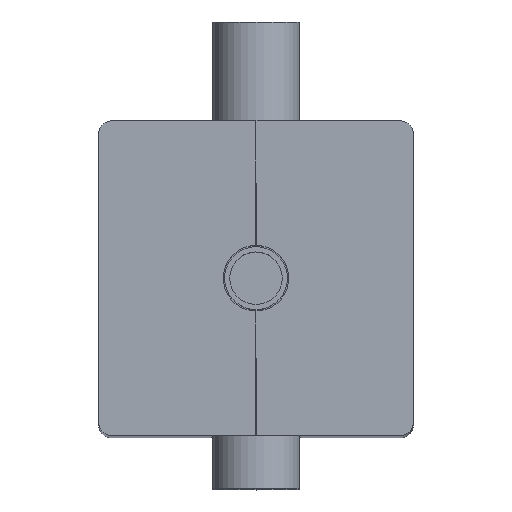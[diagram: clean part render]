
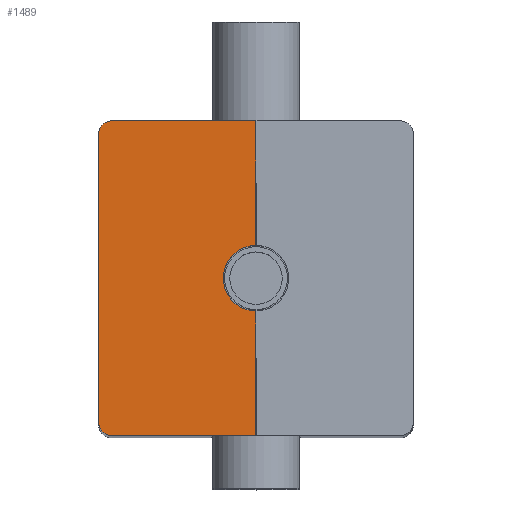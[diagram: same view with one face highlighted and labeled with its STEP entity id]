
A CAD part, top view. The second image highlights one B-rep face of the part: STEP entity #1489.
In plain terms, the highlighted planar face has unit normal (0, 0, 1).
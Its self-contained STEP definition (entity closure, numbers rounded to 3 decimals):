
#84=LINE('',#2320,#208);
#115=LINE('',#2394,#239);
#119=LINE('',#2412,#243);
#120=LINE('',#2416,#244);
#121=LINE('',#2417,#245);
#208=VECTOR('',#1884,55.);
#239=VECTOR('',#1949,47.5);
#243=VECTOR('',#1971,110.);
#244=VECTOR('',#1974,55.);
#245=VECTOR('',#1975,47.5);
#338=PLANE('',#1634);
#445=FACE_OUTER_BOUND('',#563,.T.);
#563=EDGE_LOOP('',(#1197,#1198,#1199,#1200,#1201,#1202,#1203,#1204));
#648=CIRCLE('',#1633,12.5);
#649=CIRCLE('',#1635,5.);
#650=CIRCLE('',#1636,5.);
#725=VERTEX_POINT('',#2317);
#726=VERTEX_POINT('',#2319);
#752=VERTEX_POINT('',#2393);
#755=VERTEX_POINT('',#2404);
#756=VERTEX_POINT('',#2409);
#757=VERTEX_POINT('',#2411);
#758=VERTEX_POINT('',#2413);
#759=VERTEX_POINT('',#2415);
#874=EDGE_CURVE('',#726,#725,#84,.T.);
#911=EDGE_CURVE('',#752,#726,#115,.T.);
#918=EDGE_CURVE('',#755,#752,#648,.T.);
#919=EDGE_CURVE('',#725,#756,#649,.T.);
#920=EDGE_CURVE('',#756,#757,#119,.T.);
#921=EDGE_CURVE('',#757,#758,#650,.T.);
#922=EDGE_CURVE('',#758,#759,#120,.T.);
#923=EDGE_CURVE('',#759,#755,#121,.T.);
#1197=ORIENTED_EDGE('',*,*,#918,.T.);
#1198=ORIENTED_EDGE('',*,*,#911,.T.);
#1199=ORIENTED_EDGE('',*,*,#874,.T.);
#1200=ORIENTED_EDGE('',*,*,#919,.T.);
#1201=ORIENTED_EDGE('',*,*,#920,.T.);
#1202=ORIENTED_EDGE('',*,*,#921,.T.);
#1203=ORIENTED_EDGE('',*,*,#922,.T.);
#1204=ORIENTED_EDGE('',*,*,#923,.T.);
#1489=ADVANCED_FACE('',(#445),#338,.T.);
#1633=AXIS2_PLACEMENT_3D('',#2407,#1965,#1966);
#1634=AXIS2_PLACEMENT_3D('',#2408,#1967,#1968);
#1635=AXIS2_PLACEMENT_3D('',#2410,#1969,#1970);
#1636=AXIS2_PLACEMENT_3D('',#2414,#1972,#1973);
#1884=DIRECTION('',(0.,-1.,0.));
#1949=DIRECTION('',(-1.,0.,0.));
#1965=DIRECTION('center_axis',(0.,0.,-1.));
#1966=DIRECTION('ref_axis',(-1.,0.,0.));
#1967=DIRECTION('center_axis',(0.,0.,1.));
#1968=DIRECTION('ref_axis',(1.,0.,0.));
#1969=DIRECTION('center_axis',(0.,0.,1.));
#1970=DIRECTION('ref_axis',(1.,0.,0.));
#1971=DIRECTION('',(1.,0.,0.));
#1972=DIRECTION('center_axis',(0.,0.,1.));
#1973=DIRECTION('ref_axis',(0.,1.,0.));
#1974=DIRECTION('',(0.,1.,0.));
#1975=DIRECTION('',(-1.,0.,0.));
#2317=CARTESIAN_POINT('',(-60.,-55.,260.));
#2319=CARTESIAN_POINT('',(-60.,0.,260.));
#2320=CARTESIAN_POINT('',(-60.,-55.,260.));
#2393=CARTESIAN_POINT('',(-12.5,0.,260.));
#2394=CARTESIAN_POINT('',(-60.,0.,260.));
#2404=CARTESIAN_POINT('',(12.5,0.,260.));
#2407=CARTESIAN_POINT('Origin',(0.,0.,260.));
#2408=CARTESIAN_POINT('Origin',(0.,-29.309,
260.));
#2409=CARTESIAN_POINT('',(-55.,-60.,260.));
#2410=CARTESIAN_POINT('Origin',(-55.,-55.,260.));
#2411=CARTESIAN_POINT('',(55.,-60.,260.));
#2412=CARTESIAN_POINT('',(55.,-60.,260.));
#2413=CARTESIAN_POINT('',(60.,-55.,260.));
#2414=CARTESIAN_POINT('Origin',(55.,-55.,260.));
#2415=CARTESIAN_POINT('',(60.,0.,260.));
#2416=CARTESIAN_POINT('',(60.,0.,260.));
#2417=CARTESIAN_POINT('',(-60.,0.,260.));
